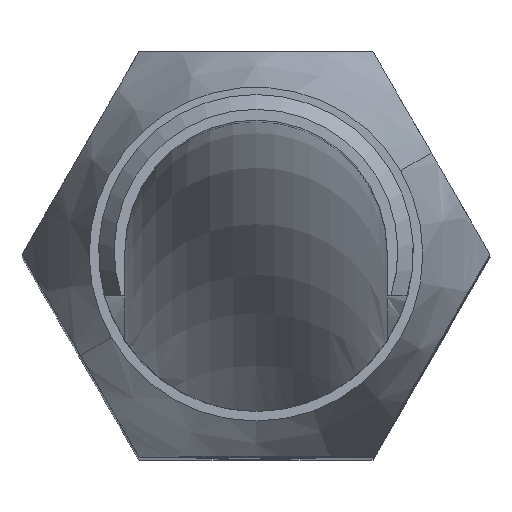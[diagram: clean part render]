
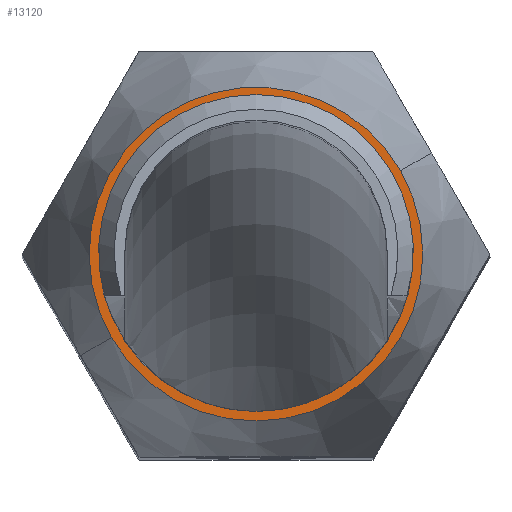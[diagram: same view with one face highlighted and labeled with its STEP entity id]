
A CAD part, top view. The second image highlights one B-rep face of the part: STEP entity #13120.
In plain terms, the highlighted planar face has unit normal (0, 0, 1).
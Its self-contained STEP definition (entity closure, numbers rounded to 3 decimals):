
#10390=CARTESIAN_POINT('',(40.698,83.644,
-41.766));
#10400=VERTEX_POINT('',#10390);
#10430=CARTESIAN_POINT('',(43.218,77.544,
-41.766));
#10440=DIRECTION('',(0.,0.,-1.));
#10450=DIRECTION('',(-0.559,-0.829,
0.));
#10460=AXIS2_PLACEMENT_3D('',#10430,#10440,#10450);
#10470=CIRCLE('',#10460,6.6);
#10480=CARTESIAN_POINT('',(46.909,83.016,
-41.766));
#10490=VERTEX_POINT('',#10480);
#10500=EDGE_CURVE('',#10400,#10490,#10470,.T.);
#11330=CARTESIAN_POINT('',(39.527,72.073,
-41.766));
#11340=VERTEX_POINT('',#11330);
#11370=CARTESIAN_POINT('',(36.618,77.595,
-41.766));
#11380=VERTEX_POINT('',#11370);
#11390=EDGE_CURVE('',#11340,#11380,#10470,.T.);
#12520=CARTESIAN_POINT('',(33.725,73.305,
-41.766));
#12530=DIRECTION('',(0.559,0.829,
0.));
#12540=VECTOR('',#12530,1.);
#12550=LINE('',#12520,#12540);
#12560=EDGE_CURVE('',#11380,#10400,#12550,.T.);
#12690=CARTESIAN_POINT('',(24.073,80.205,
-41.766));
#12700=DIRECTION('',(0.,0.,-1.));
#12710=DIRECTION('',(-0.829,0.559,
0.));
#12720=AXIS2_PLACEMENT_3D('',#12690,#12700,#12710);
#12730=PLANE('',#12720);
#12740=CARTESIAN_POINT('',(49.818,77.493,
-41.766));
#12750=VERTEX_POINT('',#12740);
#12760=EDGE_CURVE('',#10490,#12750,#10470,.T.);
#12770=ORIENTED_EDGE('',*,*,#12760,.T.);
#12780=ORIENTED_EDGE('',*,*,#10500,.T.);
#12790=ORIENTED_EDGE('',*,*,#12560,.T.);
#12800=ORIENTED_EDGE('',*,*,#11390,.T.);
#12810=CARTESIAN_POINT('',(45.738,71.444,
-41.766));
#12820=VERTEX_POINT('',#12810);
#12830=EDGE_CURVE('',#12820,#11340,#10470,.T.);
#12840=ORIENTED_EDGE('',*,*,#12830,.T.);
#12850=CARTESIAN_POINT('',(42.889,67.221,
-41.766));
#12860=DIRECTION('',(0.559,0.829,
0.));
#12870=VECTOR('',#12860,1.);
#12880=LINE('',#12850,#12870);
#12890=EDGE_CURVE('',#12820,#12750,#12880,.T.);
#12900=ORIENTED_EDGE('',*,*,#12890,.F.);
#12910=EDGE_LOOP('',(#12900,#12840,#12800,#12790,#12780,#12770));
#12920=FACE_BOUND('',#12910,.T.);
#12930=CARTESIAN_POINT('',(43.218,77.544,
-41.766));
#12940=DIRECTION('',(0.,0.,-1.));
#12950=DIRECTION('',(0.998,-0.07,
0.));
#12960=AXIS2_PLACEMENT_3D('',#12930,#12940,#12950);
#12970=CIRCLE('',#12960,7.);
#12980=CARTESIAN_POINT('',(41.08,84.21,
-41.766));
#12990=VERTEX_POINT('',#12980);
#13000=CARTESIAN_POINT('',(50.201,77.056,
-41.766));
#13010=VERTEX_POINT('',#13000);
#13020=EDGE_CURVE('',#12990,#13010,#12970,.T.);
#13030=ORIENTED_EDGE('',*,*,#13020,.F.);
#13040=CARTESIAN_POINT('',(36.235,78.032,
-41.766));
#13050=VERTEX_POINT('',#13040);
#13060=EDGE_CURVE('',#13010,#13050,#12970,.T.);
#13070=ORIENTED_EDGE('',*,*,#13060,.F.);
#13080=EDGE_CURVE('',#13050,#12990,#12970,.T.);
#13090=ORIENTED_EDGE('',*,*,#13080,.F.);
#13100=EDGE_LOOP('',(#13090,#13070,#13030));
#13110=FACE_OUTER_BOUND('',#13100,.T.);
#13120=ADVANCED_FACE('',(#12920,#13110),#12730,.F.);
